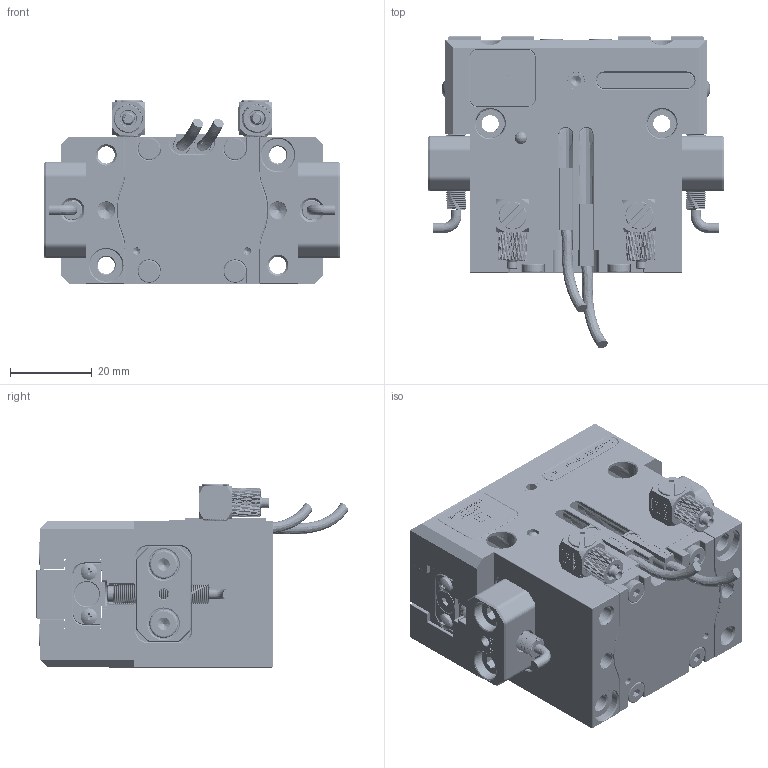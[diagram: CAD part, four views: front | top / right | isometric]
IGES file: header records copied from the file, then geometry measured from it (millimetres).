
Start section: SolidWorks IGES file using analytic representation for surfaces
Global section: file name: FY-JGP 64-1-AS.IGS,15HSolidWorks; native system: 2020; preprocessor: SolidWorks 2020; author: Administrator; date: 231114.134351; units: millimetre
Bounding box: 72.6 x 76.45 x 44.88 mm (x, y, z)
Surface area: 48175.7 mm2 (no closed solid volume)
Topology: 0 solids, 0 shells, 4068 faces, 43990 edges, 42634 vertices
Faces by surface type: bspline 2523, revolution 1545
